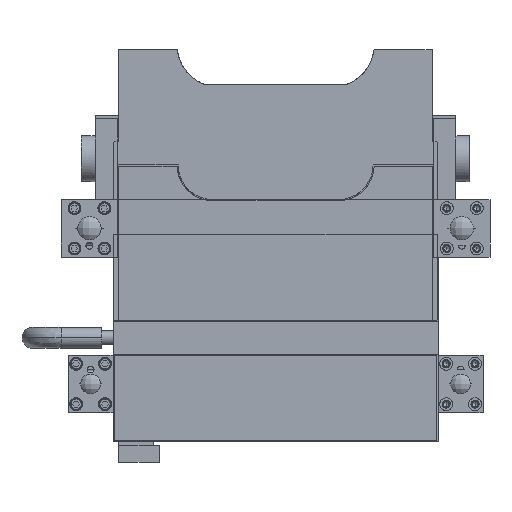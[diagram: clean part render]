
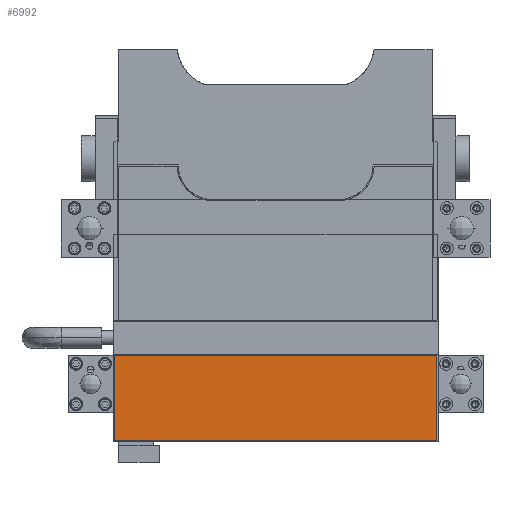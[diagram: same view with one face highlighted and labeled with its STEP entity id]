
A CAD part, front view. The second image highlights one B-rep face of the part: STEP entity #6992.
In plain terms, the highlighted free-form (B-spline) face has degree [1, 1] with [2, 2] control points.
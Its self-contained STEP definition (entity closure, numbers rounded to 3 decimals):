
#6992 = ADVANCED_FACE('',(#6993),#7023,.T.);
#6993 = FACE_BOUND('',#6994,.T.);
#6994 = EDGE_LOOP('',(#6995,#7004,#7011,#7018));
#6995 = ORIENTED_EDGE('',*,*,#6996,.T.);
#6996 = EDGE_CURVE('',#6997,#6999,#7001,.T.);
#6997 = VERTEX_POINT('',#6998);
#6998 = CARTESIAN_POINT('',(-201.919,0.,-43.268));
#6999 = VERTEX_POINT('',#7000);
#7000 = CARTESIAN_POINT('',(-201.919,0.,-149.997));
#7001 = B_SPLINE_CURVE_WITH_KNOTS('',1,(#7002,#7003),.UNSPECIFIED.,.F.,
  .F.,(2,2),(0.,74.),.PIECEWISE_BEZIER_KNOTS.);
#7002 = CARTESIAN_POINT('',(-201.919,0.,-43.268));
#7003 = CARTESIAN_POINT('',(-201.919,0.,-149.997));
#7004 = ORIENTED_EDGE('',*,*,#7005,.T.);
#7005 = EDGE_CURVE('',#6999,#7006,#7008,.T.);
#7006 = VERTEX_POINT('',#7007);
#7007 = CARTESIAN_POINT('',(201.919,0.,-149.997));
#7008 = B_SPLINE_CURVE_WITH_KNOTS('',1,(#7009,#7010),.UNSPECIFIED.,.F.,
  .F.,(2,2),(0.,280.),.PIECEWISE_BEZIER_KNOTS.);
#7009 = CARTESIAN_POINT('',(-201.919,0.,-149.997));
#7010 = CARTESIAN_POINT('',(201.919,0.,-149.997));
#7011 = ORIENTED_EDGE('',*,*,#7012,.T.);
#7012 = EDGE_CURVE('',#7006,#7013,#7015,.T.);
#7013 = VERTEX_POINT('',#7014);
#7014 = CARTESIAN_POINT('',(201.919,0.,-43.268));
#7015 = B_SPLINE_CURVE_WITH_KNOTS('',1,(#7016,#7017),.UNSPECIFIED.,.F.,
  .F.,(2,2),(0.,74.),.PIECEWISE_BEZIER_KNOTS.);
#7016 = CARTESIAN_POINT('',(201.919,0.,-149.997));
#7017 = CARTESIAN_POINT('',(201.919,0.,-43.268));
#7018 = ORIENTED_EDGE('',*,*,#7019,.T.);
#7019 = EDGE_CURVE('',#7013,#6997,#7020,.T.);
#7020 = B_SPLINE_CURVE_WITH_KNOTS('',1,(#7021,#7022),.UNSPECIFIED.,.F.,
  .F.,(2,2),(0.,280.),.PIECEWISE_BEZIER_KNOTS.);
#7021 = CARTESIAN_POINT('',(201.919,0.,-43.268));
#7022 = CARTESIAN_POINT('',(-201.919,0.,-43.268));
#7023 = B_SPLINE_SURFACE_WITH_KNOTS('',1,1,(
    (#7024,#7025)
    ,(#7026,#7027
    )),.UNSPECIFIED.,.F.,.F.,.F.,(2,2),(2,2),(-4.6,286.6),(-3.76,243.76)
  ,.PIECEWISE_BEZIER_KNOTS.);
#7024 = CARTESIAN_POINT('',(-209.996,0.,-156.862));
#7025 = CARTESIAN_POINT('',(-209.996,0.,200.13));
#7026 = CARTESIAN_POINT('',(209.996,0.,-156.862));
#7027 = CARTESIAN_POINT('',(209.996,0.,200.13));
